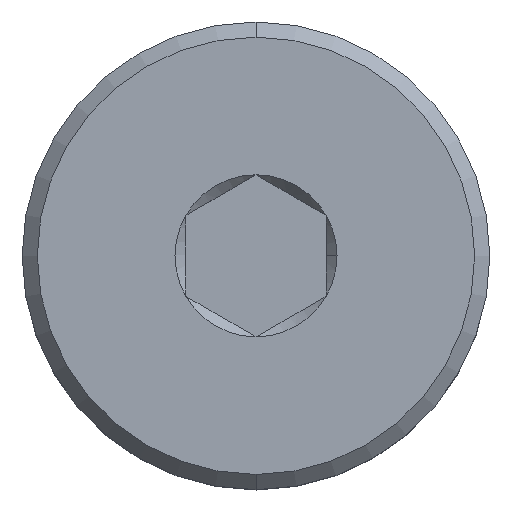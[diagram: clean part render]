
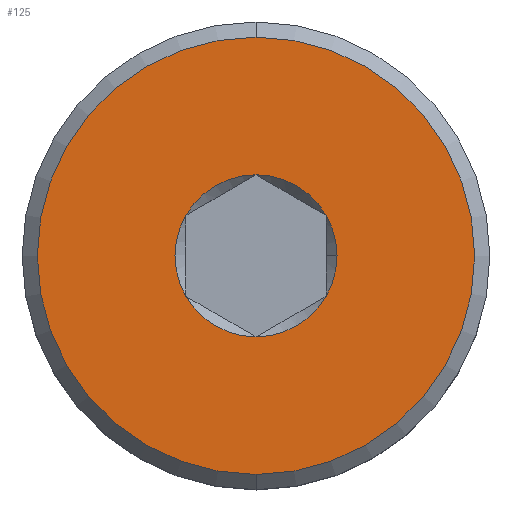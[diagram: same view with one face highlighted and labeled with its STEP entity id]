
A CAD part, top view. The second image highlights one B-rep face of the part: STEP entity #125.
In plain terms, the highlighted planar face has unit normal (0, 0, 1).
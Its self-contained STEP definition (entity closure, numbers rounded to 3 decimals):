
#10 = EDGE_CURVE ( 'NONE', #1157, #1695, #324, .T. ) ;
#48 = CARTESIAN_POINT ( 'NONE',  ( 0., 0., 0. ) ) ;
#93 = CARTESIAN_POINT ( 'NONE',  ( 0.75, -0.433, 0. ) ) ;
#96 = CIRCLE ( 'NONE', #2522, 0.866 ) ;
#125 = ADVANCED_FACE ( 'NONE', ( #299, #1743 ), #2063, .T. ) ;
#130 = EDGE_CURVE ( 'NONE', #922, #504, #96, .T. ) ;
#133 = DIRECTION ( 'NONE',  ( 1., 0., 0. ) ) ;
#134 = CIRCLE ( 'NONE', #2670, 0.866 ) ;
#167 = AXIS2_PLACEMENT_3D ( 'NONE', #1570, #1062, #1567 ) ;
#174 = CARTESIAN_POINT ( 'NONE',  ( 0., 0., 0. ) ) ;
#176 = EDGE_LOOP ( 'NONE', ( #1279, #1312, #1557, #2110, #1194, #1574, #1640 ) ) ;
#193 = EDGE_CURVE ( 'NONE', #504, #1157, #134, .T. ) ;
#234 = CARTESIAN_POINT ( 'NONE',  ( 0.75, 0.433, 0. ) ) ;
#263 = DIRECTION ( 'NONE',  ( 0., 0., 1. ) ) ;
#299 = FACE_BOUND ( 'NONE', #176, .T. ) ;
#324 = CIRCLE ( 'NONE', #1706, 0.866 ) ;
#351 = CIRCLE ( 'NONE', #167, 2.337 ) ;
#416 = CIRCLE ( 'NONE', #1594, 2.337 ) ;
#476 = EDGE_CURVE ( 'NONE', #1838, #922, #1816, .T. ) ;
#504 = VERTEX_POINT ( 'NONE', #2588 ) ;
#525 = CIRCLE ( 'NONE', #732, 0.866 ) ;
#603 = EDGE_CURVE ( 'NONE', #840, #739, #351, .T. ) ;
#698 = CARTESIAN_POINT ( 'NONE',  ( 0., 2.337, 0. ) ) ;
#709 = CIRCLE ( 'NONE', #774, 0.866 ) ;
#732 = AXIS2_PLACEMENT_3D ( 'NONE', #1589, #1580, #2593 ) ;
#739 = VERTEX_POINT ( 'NONE', #698 ) ;
#752 = DIRECTION ( 'NONE',  ( 1., 0., 0. ) ) ;
#774 = AXIS2_PLACEMENT_3D ( 'NONE', #48, #2316, #2315 ) ;
#788 = DIRECTION ( 'NONE',  ( 0., 0., 1. ) ) ;
#790 = CARTESIAN_POINT ( 'NONE',  ( 0., 0., 0. ) ) ;
#825 = EDGE_CURVE ( 'NONE', #739, #840, #416, .T. ) ;
#840 = VERTEX_POINT ( 'NONE', #1271 ) ;
#843 = CARTESIAN_POINT ( 'NONE',  ( 0., 0., 0. ) ) ;
#874 = VERTEX_POINT ( 'NONE', #1092 ) ;
#922 = VERTEX_POINT ( 'NONE', #2506 ) ;
#1050 = EDGE_CURVE ( 'NONE', #874, #1920, #525, .T. ) ;
#1062 = DIRECTION ( 'NONE',  ( 0., 0., 1. ) ) ;
#1092 = CARTESIAN_POINT ( 'NONE',  ( 0.866, 0., 0. ) ) ;
#1123 = CARTESIAN_POINT ( 'NONE',  ( 0., 0., 0. ) ) ;
#1157 = VERTEX_POINT ( 'NONE', #2446 ) ;
#1194 = ORIENTED_EDGE ( 'NONE', *, *, #2455, .F. ) ;
#1224 = EDGE_LOOP ( 'NONE', ( #1600, #2231 ) ) ;
#1225 = DIRECTION ( 'NONE',  ( 0., 0., 1. ) ) ;
#1237 = DIRECTION ( 'NONE',  ( 1., 0., 0. ) ) ;
#1271 = CARTESIAN_POINT ( 'NONE',  ( 0., -2.337, 0. ) ) ;
#1279 = ORIENTED_EDGE ( 'NONE', *, *, #10, .F. ) ;
#1312 = ORIENTED_EDGE ( 'NONE', *, *, #193, .F. ) ;
#1491 = AXIS2_PLACEMENT_3D ( 'NONE', #790, #1225, #133 ) ;
#1557 = ORIENTED_EDGE ( 'NONE', *, *, #130, .F. ) ;
#1567 = DIRECTION ( 'NONE',  ( 0., -1., 0. ) ) ;
#1570 = CARTESIAN_POINT ( 'NONE',  ( 0., 0., 0. ) ) ;
#1574 = ORIENTED_EDGE ( 'NONE', *, *, #1050, .F. ) ;
#1580 = DIRECTION ( 'NONE',  ( 0., 0., 1. ) ) ;
#1589 = CARTESIAN_POINT ( 'NONE',  ( 0., 0., 0. ) ) ;
#1594 = AXIS2_PLACEMENT_3D ( 'NONE', #1991, #2526, #2401 ) ;
#1600 = ORIENTED_EDGE ( 'NONE', *, *, #825, .T. ) ;
#1640 = ORIENTED_EDGE ( 'NONE', *, *, #1692, .F. ) ;
#1673 = CIRCLE ( 'NONE', #2705, 0.866 ) ;
#1692 = EDGE_CURVE ( 'NONE', #1695, #874, #709, .T. ) ;
#1695 = VERTEX_POINT ( 'NONE', #93 ) ;
#1706 = AXIS2_PLACEMENT_3D ( 'NONE', #174, #263, #1999 ) ;
#1743 = FACE_OUTER_BOUND ( 'NONE', #1224, .T. ) ;
#1816 = CIRCLE ( 'NONE', #1491, 0.866 ) ;
#1838 = VERTEX_POINT ( 'NONE', #1850 ) ;
#1850 = CARTESIAN_POINT ( 'NONE',  ( 0., 0.866, 0. ) ) ;
#1920 = VERTEX_POINT ( 'NONE', #234 ) ;
#1991 = CARTESIAN_POINT ( 'NONE',  ( 0., 0., 0. ) ) ;
#1999 = DIRECTION ( 'NONE',  ( 1., 0., 0. ) ) ;
#2063 = PLANE ( 'NONE',  #2599 ) ;
#2110 = ORIENTED_EDGE ( 'NONE', *, *, #476, .F. ) ;
#2231 = ORIENTED_EDGE ( 'NONE', *, *, #603, .T. ) ;
#2313 = CARTESIAN_POINT ( 'NONE',  ( 0., 0., 0. ) ) ;
#2315 = DIRECTION ( 'NONE',  ( 1., 0., 0. ) ) ;
#2316 = DIRECTION ( 'NONE',  ( 0., 0., 1. ) ) ;
#2327 = DIRECTION ( 'NONE',  ( 0., -1., 0. ) ) ;
#2350 = DIRECTION ( 'NONE',  ( 0., 0., 1. ) ) ;
#2401 = DIRECTION ( 'NONE',  ( 0., -1., 0. ) ) ;
#2446 = CARTESIAN_POINT ( 'NONE',  ( 0., -0.866, 0. ) ) ;
#2455 = EDGE_CURVE ( 'NONE', #1920, #1838, #1673, .T. ) ;
#2474 = CARTESIAN_POINT ( 'NONE',  ( 0., 0., 0. ) ) ;
#2502 = DIRECTION ( 'NONE',  ( 0., 0., 1. ) ) ;
#2506 = CARTESIAN_POINT ( 'NONE',  ( -0.75, 0.433, 0. ) ) ;
#2522 = AXIS2_PLACEMENT_3D ( 'NONE', #2474, #2502, #2541 ) ;
#2526 = DIRECTION ( 'NONE',  ( 0., 0., 1. ) ) ;
#2541 = DIRECTION ( 'NONE',  ( 1., 0., 0. ) ) ;
#2588 = CARTESIAN_POINT ( 'NONE',  ( -0.75, -0.433, 0. ) ) ;
#2593 = DIRECTION ( 'NONE',  ( 1., 0., 0. ) ) ;
#2599 = AXIS2_PLACEMENT_3D ( 'NONE', #2313, #2350, #2327 ) ;
#2638 = DIRECTION ( 'NONE',  ( 0., 0., 1. ) ) ;
#2670 = AXIS2_PLACEMENT_3D ( 'NONE', #1123, #2638, #1237 ) ;
#2705 = AXIS2_PLACEMENT_3D ( 'NONE', #843, #788, #752 ) ;
